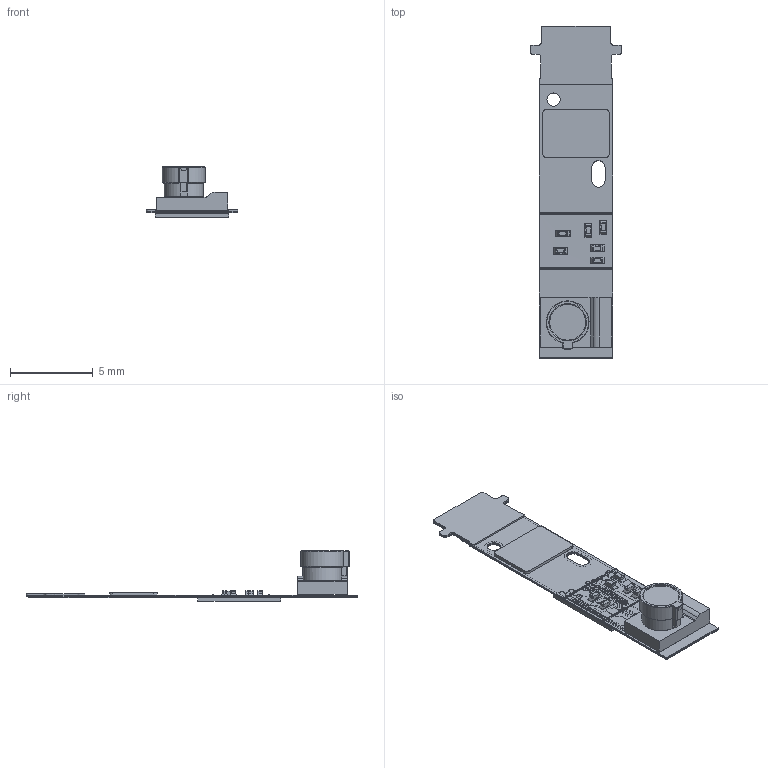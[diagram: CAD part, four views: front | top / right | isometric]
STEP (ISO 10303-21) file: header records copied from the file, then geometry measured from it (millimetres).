
FILE_DESCRIPTION((''),'2;1');
FILE_NAME('BMV080_MELTED','2025-05-21T13:35:43',('bua5rt'),(''),'CREO PARAMETRIC BY PTC INC, 2023134','CREO PARAMETRIC BY PTC INC, 2023134','');
FILE_SCHEMA(('AUTOMOTIVE_DESIGN { 1 0 10303 214 1 1 1 1 }'));
Products named in the file (1): BMV080_MELTED
Bounding box: 5.5 x 20 x 3.07 mm (x, y, z)
Surface area: 932.4 mm2 (no closed solid volume)
Topology: 0 solids, 64 shells, 4628 faces, 13095 edges, 8616 vertices
Faces by surface type: plane 3812, cylinder 711, sphere 48, torus 24, bspline 24, cone 5, extrusion 4
Entity records: 182738 total; most frequent: CARTESIAN_POINT 29037, ORIENTED_EDGE 26190, DIRECTION 23216, EDGE_CURVE 13095, VECTOR 11490, LINE 11486, VERTEX_POINT 8616, AXIS2_PLACEMENT_3D 5863
